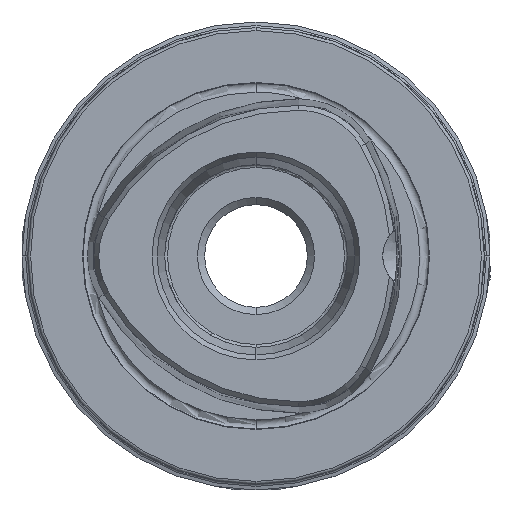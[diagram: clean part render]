
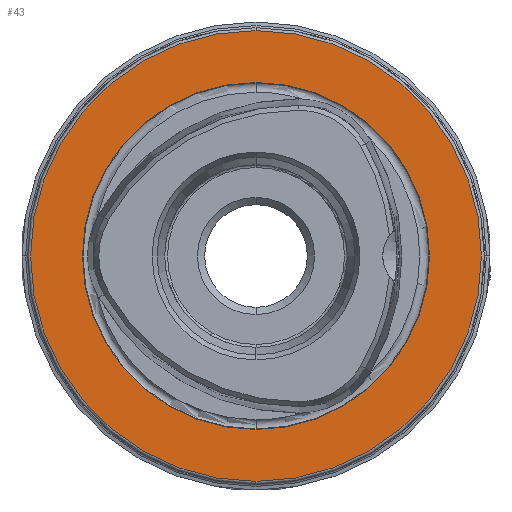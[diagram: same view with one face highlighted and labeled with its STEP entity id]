
A CAD part, left-side view. The second image highlights one B-rep face of the part: STEP entity #43.
In plain terms, the highlighted planar face has unit normal (-1, 0, 0).
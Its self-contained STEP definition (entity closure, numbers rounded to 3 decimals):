
#43 = ADVANCED_FACE ( 'NONE', ( #3884, #3926 ), #2915, .F. ) ;
#447 = ORIENTED_EDGE ( 'NONE', *, *, #1164, .F. ) ;
#621 = VERTEX_POINT ( 'NONE', #3649 ) ;
#885 = CARTESIAN_POINT ( 'NONE',  ( 0., 0., 30.4 ) ) ;
#1164 = EDGE_CURVE ( 'NONE', #621, #3890, #5166, .T. ) ;
#1511 = EDGE_CURVE ( 'NONE', #5121, #6953, #5415, .T. ) ;
#2225 = ORIENTED_EDGE ( 'NONE', *, *, #1511, .T. ) ;
#2387 = EDGE_CURVE ( 'NONE', #6953, #5121, #4239, .T. ) ;
#2493 = AXIS2_PLACEMENT_3D ( 'NONE', #2940, #2985, #2987 ) ;
#2559 = EDGE_CURVE ( 'NONE', #3890, #621, #4247, .T. ) ;
#2915 = PLANE ( 'NONE',  #2493 ) ;
#2940 = CARTESIAN_POINT ( 'NONE',  ( 0., 30.4, 0. ) ) ;
#2985 = DIRECTION ( 'NONE',  ( 1., 0., 0. ) ) ;
#2987 = DIRECTION ( 'NONE',  ( 0., 0., -1. ) ) ;
#3059 = CARTESIAN_POINT ( 'NONE',  ( 0., 0., -39.5 ) ) ;
#3363 = DIRECTION ( 'NONE',  ( 0., 0., 1. ) ) ;
#3366 = DIRECTION ( 'NONE',  ( 0., 0., 1. ) ) ;
#3374 = DIRECTION ( 'NONE',  ( -1., 0., 0. ) ) ;
#3386 = DIRECTION ( 'NONE',  ( -1., 0., 0. ) ) ;
#3397 = CARTESIAN_POINT ( 'NONE',  ( 0., 0., 0. ) ) ;
#3404 = CARTESIAN_POINT ( 'NONE',  ( 0., 0., 0. ) ) ;
#3649 = CARTESIAN_POINT ( 'NONE',  ( 0., 0., -30.4 ) ) ;
#3690 = EDGE_LOOP ( 'NONE', ( #2225, #4542 ) ) ;
#3884 = FACE_BOUND ( 'NONE', #5842, .T. ) ;
#3890 = VERTEX_POINT ( 'NONE', #885 ) ;
#3926 = FACE_OUTER_BOUND ( 'NONE', #3690, .T. ) ;
#4239 = CIRCLE ( 'NONE', #4780, 39.5 ) ;
#4247 = CIRCLE ( 'NONE', #4694, 30.4 ) ;
#4542 = ORIENTED_EDGE ( 'NONE', *, *, #2387, .T. ) ;
#4694 = AXIS2_PLACEMENT_3D ( 'NONE', #3397, #3386, #3366 ) ;
#4780 = AXIS2_PLACEMENT_3D ( 'NONE', #4964, #4950, #4929 ) ;
#4929 = DIRECTION ( 'NONE',  ( 0., 0., 1. ) ) ;
#4950 = DIRECTION ( 'NONE',  ( -1., 0., 0. ) ) ;
#4964 = CARTESIAN_POINT ( 'NONE',  ( 0., 0., 0. ) ) ;
#5121 = VERTEX_POINT ( 'NONE', #6352 ) ;
#5166 = CIRCLE ( 'NONE', #5418, 30.4 ) ;
#5292 = AXIS2_PLACEMENT_3D ( 'NONE', #3404, #3374, #3363 ) ;
#5415 = CIRCLE ( 'NONE', #5292, 39.5 ) ;
#5418 = AXIS2_PLACEMENT_3D ( 'NONE', #5692, #5672, #5663 ) ;
#5663 = DIRECTION ( 'NONE',  ( 0., 0., 1. ) ) ;
#5672 = DIRECTION ( 'NONE',  ( -1., 0., 0. ) ) ;
#5692 = CARTESIAN_POINT ( 'NONE',  ( 0., 0., 0. ) ) ;
#5842 = EDGE_LOOP ( 'NONE', ( #6464, #447 ) ) ;
#6352 = CARTESIAN_POINT ( 'NONE',  ( 0., 0., 39.5 ) ) ;
#6464 = ORIENTED_EDGE ( 'NONE', *, *, #2559, .F. ) ;
#6953 = VERTEX_POINT ( 'NONE', #3059 ) ;
